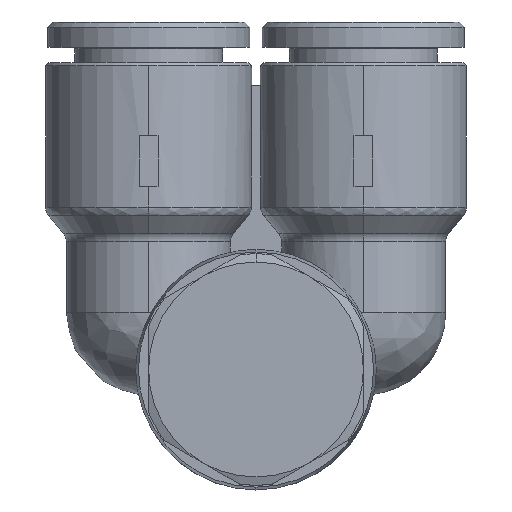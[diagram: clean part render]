
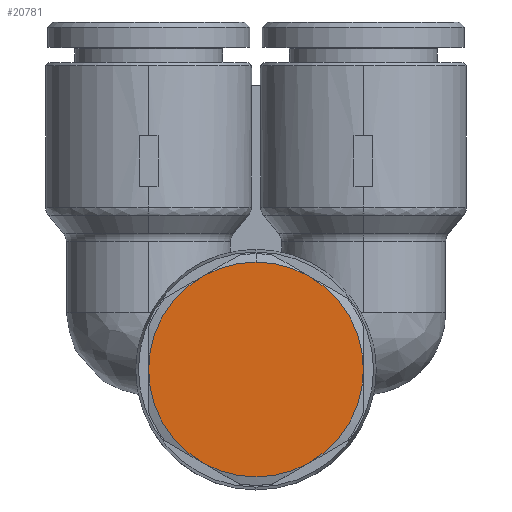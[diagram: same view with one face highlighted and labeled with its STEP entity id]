
A CAD part, top view. The second image highlights one B-rep face of the part: STEP entity #20781.
In plain terms, the highlighted planar face has unit normal (0, 0, 1).
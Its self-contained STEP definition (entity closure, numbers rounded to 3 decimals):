
#1082 = DIRECTION ( 'NONE',  ( -1., 0., 0. ) ) ;
#1684 = DIRECTION ( 'NONE',  ( -1., 0., 0. ) ) ;
#1931 = CIRCLE ( 'NONE', #5090, 8.5 ) ;
#2124 = EDGE_CURVE ( 'NONE', #27889, #4191, #19656, .T. ) ;
#2769 = DIRECTION ( 'NONE',  ( 0., 0., -1. ) ) ;
#3058 = CARTESIAN_POINT ( 'NONE',  ( 3.5, 8.5, 11.3 ) ) ;
#3075 = CARTESIAN_POINT ( 'NONE',  ( 3.5, 8.5, 11.3 ) ) ;
#4191 = VERTEX_POINT ( 'NONE', #7088 ) ;
#5090 = AXIS2_PLACEMENT_3D ( 'NONE', #3075, #24400, #12862 ) ;
#5385 = DIRECTION ( 'NONE',  ( 0., 0., -1. ) ) ;
#6161 = EDGE_CURVE ( 'NONE', #4191, #15113, #21107, .T. ) ;
#6559 = CARTESIAN_POINT ( 'NONE',  ( 3.5, 8.5, 11.3 ) ) ;
#6873 = CARTESIAN_POINT ( 'NONE',  ( -5., 8.5, 11.3 ) ) ;
#7057 = AXIS2_PLACEMENT_3D ( 'NONE', #19509, #14499, #28914 ) ;
#7088 = CARTESIAN_POINT ( 'NONE',  ( -3.861, 12.75, 11.3 ) ) ;
#7092 = DIRECTION ( 'NONE',  ( -1., 0., 0. ) ) ;
#7786 = DIRECTION ( 'NONE',  ( 0., 0., -1. ) ) ;
#8076 = CARTESIAN_POINT ( 'NONE',  ( 3.5, 8.5, 11.3 ) ) ;
#8092 = DIRECTION ( 'NONE',  ( 0., 0., -1. ) ) ;
#8780 = ORIENTED_EDGE ( 'NONE', *, *, #2124, .F. ) ;
#9449 = EDGE_CURVE ( 'NONE', #15113, #23649, #29586, .T. ) ;
#10759 = EDGE_CURVE ( 'NONE', #26493, #27889, #1931, .T. ) ;
#11150 = EDGE_CURVE ( 'NONE', #15253, #19856, #24117, .T. ) ;
#12029 = AXIS2_PLACEMENT_3D ( 'NONE', #18029, #8092, #1082 ) ;
#12163 = DIRECTION ( 'NONE',  ( -1., 0., 0. ) ) ;
#12361 = AXIS2_PLACEMENT_3D ( 'NONE', #3058, #5385, #12163 ) ;
#12413 = FACE_OUTER_BOUND ( 'NONE', #27899, .T. ) ;
#12862 = DIRECTION ( 'NONE',  ( -1., 0., 0. ) ) ;
#12922 = ORIENTED_EDGE ( 'NONE', *, *, #9449, .F. ) ;
#12992 = AXIS2_PLACEMENT_3D ( 'NONE', #28690, #21351, #7092 ) ;
#13008 = ORIENTED_EDGE ( 'NONE', *, *, #25396, .F. ) ;
#13821 = CARTESIAN_POINT ( 'NONE',  ( 10.861, 4.25, 11.3 ) ) ;
#14499 = DIRECTION ( 'NONE',  ( 0., 0., -1. ) ) ;
#14982 = AXIS2_PLACEMENT_3D ( 'NONE', #6559, #29699, #1684 ) ;
#15113 = VERTEX_POINT ( 'NONE', #27638 ) ;
#15253 = VERTEX_POINT ( 'NONE', #13821 ) ;
#15481 = AXIS2_PLACEMENT_3D ( 'NONE', #8076, #7786, #24318 ) ;
#16076 = CARTESIAN_POINT ( 'NONE',  ( -3.861, 4.25, 11.3 ) ) ;
#18029 = CARTESIAN_POINT ( 'NONE',  ( 3.5, 8.5, 11.3 ) ) ;
#19318 = PLANE ( 'NONE',  #12361 ) ;
#19509 = CARTESIAN_POINT ( 'NONE',  ( 3.5, 8.5, 11.3 ) ) ;
#19656 = CIRCLE ( 'NONE', #12992, 8.5 ) ;
#19856 = VERTEX_POINT ( 'NONE', #24840 ) ;
#20781 = ADVANCED_FACE ( 'NONE', ( #12413 ), #19318, .F. ) ;
#21107 = CIRCLE ( 'NONE', #12029, 8.5 ) ;
#21351 = DIRECTION ( 'NONE',  ( 0., 0., -1. ) ) ;
#23335 = CARTESIAN_POINT ( 'NONE',  ( 3.5, 8.5, 11.3 ) ) ;
#23649 = VERTEX_POINT ( 'NONE', #30433 ) ;
#24117 = CIRCLE ( 'NONE', #15481, 8.5 ) ;
#24318 = DIRECTION ( 'NONE',  ( -1., 0., 0. ) ) ;
#24400 = DIRECTION ( 'NONE',  ( 0., 0., -1. ) ) ;
#24814 = ORIENTED_EDGE ( 'NONE', *, *, #30225, .F. ) ;
#24840 = CARTESIAN_POINT ( 'NONE',  ( 3.5, 0., 11.3 ) ) ;
#24883 = CIRCLE ( 'NONE', #14982, 8.5 ) ;
#24902 = AXIS2_PLACEMENT_3D ( 'NONE', #23335, #2769, #26030 ) ;
#25000 = ORIENTED_EDGE ( 'NONE', *, *, #6161, .F. ) ;
#25396 = EDGE_CURVE ( 'NONE', #23649, #15253, #24883, .T. ) ;
#26030 = DIRECTION ( 'NONE',  ( -1., 0., 0. ) ) ;
#26486 = ORIENTED_EDGE ( 'NONE', *, *, #10759, .F. ) ;
#26493 = VERTEX_POINT ( 'NONE', #16076 ) ;
#27558 = ORIENTED_EDGE ( 'NONE', *, *, #11150, .F. ) ;
#27638 = CARTESIAN_POINT ( 'NONE',  ( 3.5, 17., 11.3 ) ) ;
#27824 = CIRCLE ( 'NONE', #7057, 8.5 ) ;
#27889 = VERTEX_POINT ( 'NONE', #6873 ) ;
#27899 = EDGE_LOOP ( 'NONE', ( #12922, #25000, #8780, #26486, #24814, #27558, #13008 ) ) ;
#28690 = CARTESIAN_POINT ( 'NONE',  ( 3.5, 8.5, 11.3 ) ) ;
#28914 = DIRECTION ( 'NONE',  ( -1., 0., 0. ) ) ;
#29586 = CIRCLE ( 'NONE', #24902, 8.5 ) ;
#29699 = DIRECTION ( 'NONE',  ( 0., 0., -1. ) ) ;
#30225 = EDGE_CURVE ( 'NONE', #19856, #26493, #27824, .T. ) ;
#30433 = CARTESIAN_POINT ( 'NONE',  ( 10.861, 12.75, 11.3 ) ) ;
